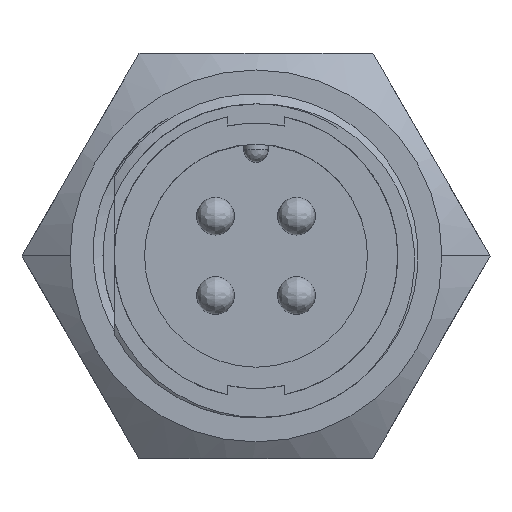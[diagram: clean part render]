
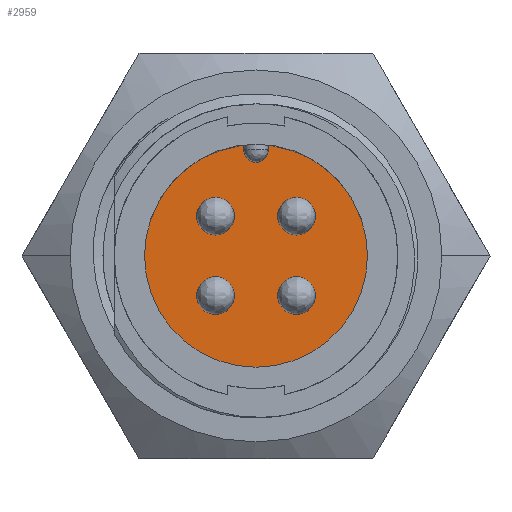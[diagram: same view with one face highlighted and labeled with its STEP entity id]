
A CAD part, top view. The second image highlights one B-rep face of the part: STEP entity #2959.
In plain terms, the highlighted planar face has unit normal (0, 0, 1).
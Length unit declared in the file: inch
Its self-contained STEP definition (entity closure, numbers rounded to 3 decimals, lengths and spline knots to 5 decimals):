
#14 = DIRECTION ( 'NONE',  ( 1., 0., 0. ) ) ;
#93 = AXIS2_PLACEMENT_3D ( 'NONE', #8487, #3316, #9321 ) ;
#117 = CARTESIAN_POINT ( 'NONE',  ( 0.1, 0.098, 0.35711 ) ) ;
#286 = VERTEX_POINT ( 'NONE', #7168 ) ;
#516 = AXIS2_PLACEMENT_3D ( 'NONE', #3267, #9272, #4111 ) ;
#737 = VERTEX_POINT ( 'NONE', #3377 ) ;
#743 = CARTESIAN_POINT ( 'NONE',  ( -0.03, 0.261, 0.35711 ) ) ;
#964 = DIRECTION ( 'NONE',  ( 0., 0., -1. ) ) ;
#995 = DIRECTION ( 'NONE',  ( 1., 0., 0. ) ) ;
#1056 = FACE_BOUND ( 'NONE', #10389, .T. ) ;
#1162 = LINE ( 'NONE', #743, #10023 ) ;
#1183 = CIRCLE ( 'NONE', #4715, 0.0465 ) ;
#1375 = EDGE_CURVE ( 'NONE', #9244, #7624, #4254, .T. ) ;
#1406 = CARTESIAN_POINT ( 'NONE',  ( 0.03, 0.27336, 0.35711 ) ) ;
#1433 = EDGE_CURVE ( 'NONE', #737, #4015, #1735, .T. ) ;
#1532 = CARTESIAN_POINT ( 'NONE',  ( -0.1465, -0.098, 0.35711 ) ) ;
#1548 = CARTESIAN_POINT ( 'NONE',  ( 0.1, -0.098, 0.35711 ) ) ;
#1580 = CIRCLE ( 'NONE', #9574, 0.0465 ) ;
#1735 = CIRCLE ( 'NONE', #4223, 0.0465 ) ;
#1826 = CARTESIAN_POINT ( 'NONE',  ( -0.03, 0.27336, 0.35711 ) ) ;
#1832 = AXIS2_PLACEMENT_3D ( 'NONE', #117, #6140, #995 ) ;
#2012 = CARTESIAN_POINT ( 'NONE',  ( -0.1, -0.098, 0.35711 ) ) ;
#2335 = VERTEX_POINT ( 'NONE', #6283 ) ;
#2403 = DIRECTION ( 'NONE',  ( 1., 0., 0. ) ) ;
#2468 = ORIENTED_EDGE ( 'NONE', *, *, #3521, .T. ) ;
#2565 = EDGE_CURVE ( 'NONE', #7624, #9244, #6720, .T. ) ;
#2583 = PLANE ( 'NONE',  #2697 ) ;
#2678 = ORIENTED_EDGE ( 'NONE', *, *, #6440, .T. ) ;
#2697 = AXIS2_PLACEMENT_3D ( 'NONE', #9440, #5164, #14 ) ;
#2761 = ORIENTED_EDGE ( 'NONE', *, *, #9671, .T. ) ;
#2815 = EDGE_CURVE ( 'NONE', #3372, #8858, #8215, .T. ) ;
#2868 = DIRECTION ( 'NONE',  ( 1., 0., 0. ) ) ;
#2959 = ADVANCED_FACE ( 'NONE', ( #9909, #1056, #7673, #5632, #3077 ), #2583, .T. ) ;
#3005 = ORIENTED_EDGE ( 'NONE', *, *, #6687, .T. ) ;
#3077 = FACE_BOUND ( 'NONE', #3213, .T. ) ;
#3099 = VERTEX_POINT ( 'NONE', #8386 ) ;
#3154 = EDGE_CURVE ( 'NONE', #7626, #4070, #6594, .T. ) ;
#3213 = EDGE_LOOP ( 'NONE', ( #8091, #3005 ) ) ;
#3248 = CARTESIAN_POINT ( 'NONE',  ( -0.275, 0., 0.35711 ) ) ;
#3267 = CARTESIAN_POINT ( 'NONE',  ( 0.1, 0.098, 0.35711 ) ) ;
#3316 = DIRECTION ( 'NONE',  ( 0., 0., 1. ) ) ;
#3372 = VERTEX_POINT ( 'NONE', #7791 ) ;
#3377 = CARTESIAN_POINT ( 'NONE',  ( -0.0535, -0.098, 0.35711 ) ) ;
#3397 = CARTESIAN_POINT ( 'NONE',  ( 0., 0., 0.35711 ) ) ;
#3461 = AXIS2_PLACEMENT_3D ( 'NONE', #10018, #4880, #10880 ) ;
#3481 = CARTESIAN_POINT ( 'NONE',  ( -0.1, 0.098, 0.35711 ) ) ;
#3521 = EDGE_CURVE ( 'NONE', #3099, #9794, #1183, .T. ) ;
#3529 = CARTESIAN_POINT ( 'NONE',  ( -0.1465, 0.098, 0.35711 ) ) ;
#3794 = DIRECTION ( 'NONE',  ( 0., 0., 1. ) ) ;
#3871 = CIRCLE ( 'NONE', #516, 0.0465 ) ;
#3905 = CARTESIAN_POINT ( 'NONE',  ( -0.1, -0.098, 0.35711 ) ) ;
#4015 = VERTEX_POINT ( 'NONE', #1532 ) ;
#4070 = VERTEX_POINT ( 'NONE', #3248 ) ;
#4111 = DIRECTION ( 'NONE',  ( 1., 0., 0. ) ) ;
#4223 = AXIS2_PLACEMENT_3D ( 'NONE', #2012, #8044, #2868 ) ;
#4243 = DIRECTION ( 'NONE',  ( -1., 0., 0. ) ) ;
#4254 = CIRCLE ( 'NONE', #5987, 0.0465 ) ;
#4304 = EDGE_CURVE ( 'NONE', #4654, #286, #8824, .T. ) ;
#4388 = DIRECTION ( 'NONE',  ( 0., 0., -1. ) ) ;
#4392 = ORIENTED_EDGE ( 'NONE', *, *, #7611, .T. ) ;
#4466 = ORIENTED_EDGE ( 'NONE', *, *, #6490, .T. ) ;
#4654 = VERTEX_POINT ( 'NONE', #5036 ) ;
#4715 = AXIS2_PLACEMENT_3D ( 'NONE', #9547, #4388, #10401 ) ;
#4763 = ORIENTED_EDGE ( 'NONE', *, *, #2565, .T. ) ;
#4771 = DIRECTION ( 'NONE',  ( 1., 0., 0. ) ) ;
#4880 = DIRECTION ( 'NONE',  ( 0., 0., -1. ) ) ;
#4943 = ORIENTED_EDGE ( 'NONE', *, *, #2815, .T. ) ;
#4954 = VERTEX_POINT ( 'NONE', #8771 ) ;
#5036 = CARTESIAN_POINT ( 'NONE',  ( 0.1465, 0.098, 0.35711 ) ) ;
#5164 = DIRECTION ( 'NONE',  ( 0., 0., 1. ) ) ;
#5267 = EDGE_CURVE ( 'NONE', #4070, #3372, #7920, .T. ) ;
#5632 = FACE_BOUND ( 'NONE', #7829, .T. ) ;
#5883 = EDGE_CURVE ( 'NONE', #4954, #7626, #1162, .T. ) ;
#5987 = AXIS2_PLACEMENT_3D ( 'NONE', #3481, #9486, #8805 ) ;
#6109 = CARTESIAN_POINT ( 'NONE',  ( 0., 0.261, 0.35711 ) ) ;
#6140 = DIRECTION ( 'NONE',  ( 0., 0., -1. ) ) ;
#6283 = CARTESIAN_POINT ( 'NONE',  ( 0.03, 0.261, 0.35711 ) ) ;
#6374 = AXIS2_PLACEMENT_3D ( 'NONE', #3397, #9406, #4243 ) ;
#6440 = EDGE_CURVE ( 'NONE', #4015, #737, #8676, .T. ) ;
#6490 = EDGE_CURVE ( 'NONE', #8858, #2335, #8429, .T. ) ;
#6594 = CIRCLE ( 'NONE', #93, 0.275 ) ;
#6687 = EDGE_CURVE ( 'NONE', #286, #4654, #3871, .T. ) ;
#6720 = CIRCLE ( 'NONE', #3461, 0.0465 ) ;
#6995 = DIRECTION ( 'NONE',  ( -1., 0., 0. ) ) ;
#7017 = AXIS2_PLACEMENT_3D ( 'NONE', #6109, #964, #6995 ) ;
#7168 = CARTESIAN_POINT ( 'NONE',  ( 0.0535, 0.098, 0.35711 ) ) ;
#7427 = ORIENTED_EDGE ( 'NONE', *, *, #1433, .T. ) ;
#7588 = DIRECTION ( 'NONE',  ( 0., 0., -1. ) ) ;
#7611 = EDGE_CURVE ( 'NONE', #2335, #4954, #8332, .T. ) ;
#7624 = VERTEX_POINT ( 'NONE', #3529 ) ;
#7626 = VERTEX_POINT ( 'NONE', #1826 ) ;
#7673 = FACE_OUTER_BOUND ( 'NONE', #10311, .T. ) ;
#7791 = CARTESIAN_POINT ( 'NONE',  ( 0.275, 0., 0.35711 ) ) ;
#7829 = EDGE_LOOP ( 'NONE', ( #2468, #2761 ) ) ;
#7920 = CIRCLE ( 'NONE', #9411, 0.275 ) ;
#8044 = DIRECTION ( 'NONE',  ( 0., 0., -1. ) ) ;
#8091 = ORIENTED_EDGE ( 'NONE', *, *, #4304, .T. ) ;
#8177 = VECTOR ( 'NONE', #9094, 39.37008 ) ;
#8215 = CIRCLE ( 'NONE', #6374, 0.275 ) ;
#8332 = CIRCLE ( 'NONE', #7017, 0.03 ) ;
#8386 = CARTESIAN_POINT ( 'NONE',  ( 0.1465, -0.098, 0.35711 ) ) ;
#8429 = LINE ( 'NONE', #10808, #8177 ) ;
#8487 = CARTESIAN_POINT ( 'NONE',  ( 0., 0., 0.35711 ) ) ;
#8676 = CIRCLE ( 'NONE', #10133, 0.0465 ) ;
#8716 = CARTESIAN_POINT ( 'NONE',  ( -0.0535, 0.098, 0.35711 ) ) ;
#8730 = ORIENTED_EDGE ( 'NONE', *, *, #5267, .T. ) ;
#8771 = CARTESIAN_POINT ( 'NONE',  ( -0.03, 0.261, 0.35711 ) ) ;
#8805 = DIRECTION ( 'NONE',  ( 1., 0., 0. ) ) ;
#8824 = CIRCLE ( 'NONE', #1832, 0.0465 ) ;
#8858 = VERTEX_POINT ( 'NONE', #1406 ) ;
#8949 = CARTESIAN_POINT ( 'NONE',  ( 0., 0., 0.35711 ) ) ;
#9057 = ORIENTED_EDGE ( 'NONE', *, *, #1375, .T. ) ;
#9094 = DIRECTION ( 'NONE',  ( 0., -1., 0. ) ) ;
#9234 = ORIENTED_EDGE ( 'NONE', *, *, #3154, .T. ) ;
#9244 = VERTEX_POINT ( 'NONE', #8716 ) ;
#9272 = DIRECTION ( 'NONE',  ( 0., 0., -1. ) ) ;
#9321 = DIRECTION ( 'NONE',  ( -1., 0., 0. ) ) ;
#9324 = DIRECTION ( 'NONE',  ( 0., 1., 0. ) ) ;
#9405 = CARTESIAN_POINT ( 'NONE',  ( 0.0535, -0.098, 0.35711 ) ) ;
#9406 = DIRECTION ( 'NONE',  ( 0., 0., 1. ) ) ;
#9411 = AXIS2_PLACEMENT_3D ( 'NONE', #8949, #3794, #9807 ) ;
#9440 = CARTESIAN_POINT ( 'NONE',  ( 0., 0.261, 0.35711 ) ) ;
#9486 = DIRECTION ( 'NONE',  ( 0., 0., -1. ) ) ;
#9547 = CARTESIAN_POINT ( 'NONE',  ( 0.1, -0.098, 0.35711 ) ) ;
#9574 = AXIS2_PLACEMENT_3D ( 'NONE', #1548, #7588, #2403 ) ;
#9671 = EDGE_CURVE ( 'NONE', #9794, #3099, #1580, .T. ) ;
#9794 = VERTEX_POINT ( 'NONE', #9405 ) ;
#9807 = DIRECTION ( 'NONE',  ( -1., 0., 0. ) ) ;
#9909 = FACE_BOUND ( 'NONE', #10733, .T. ) ;
#9910 = DIRECTION ( 'NONE',  ( 0., 0., -1. ) ) ;
#10018 = CARTESIAN_POINT ( 'NONE',  ( -0.1, 0.098, 0.35711 ) ) ;
#10023 = VECTOR ( 'NONE', #9324, 39.37008 ) ;
#10133 = AXIS2_PLACEMENT_3D ( 'NONE', #3905, #9910, #4771 ) ;
#10311 = EDGE_LOOP ( 'NONE', ( #9234, #8730, #4943, #4466, #4392, #10604 ) ) ;
#10389 = EDGE_LOOP ( 'NONE', ( #7427, #2678 ) ) ;
#10401 = DIRECTION ( 'NONE',  ( 1., 0., 0. ) ) ;
#10604 = ORIENTED_EDGE ( 'NONE', *, *, #5883, .T. ) ;
#10733 = EDGE_LOOP ( 'NONE', ( #9057, #4763 ) ) ;
#10808 = CARTESIAN_POINT ( 'NONE',  ( 0.03, 0.261, 0.35711 ) ) ;
#10880 = DIRECTION ( 'NONE',  ( 1., 0., 0. ) ) ;
